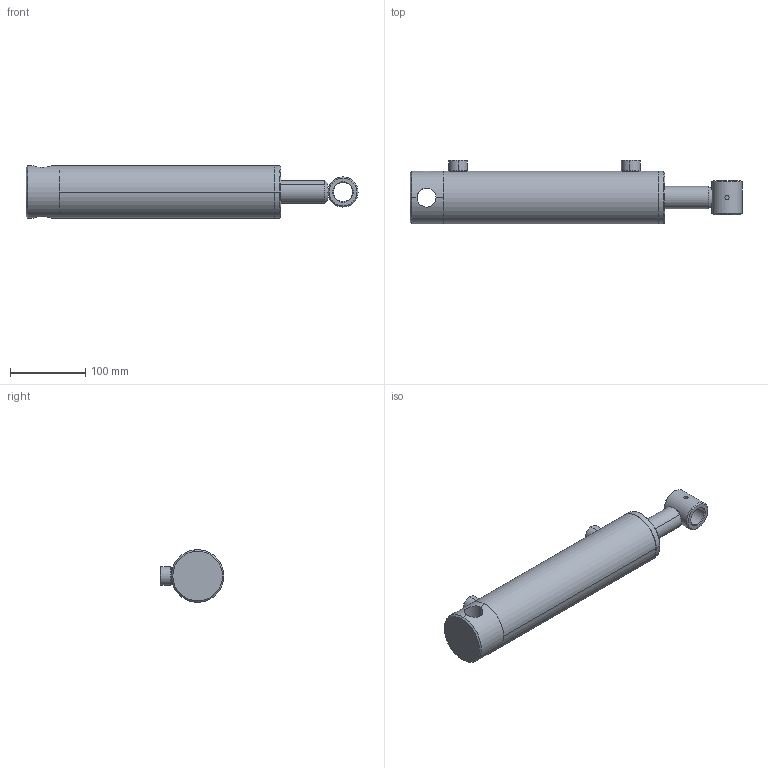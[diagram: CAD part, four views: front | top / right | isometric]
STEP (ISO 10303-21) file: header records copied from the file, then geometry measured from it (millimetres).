
FILE_DESCRIPTION (( 'STEP AP203' ), '1' );
FILE_NAME ('703-2.STEP', '2014-05-24T12:12:45', ( '' ), ( '' ), 'SwSTEP 2.0', 'SolidWorks 2014', '' );
FILE_SCHEMA (( 'CONFIG_CONTROL_DESIGN' ));
Length unit declared in the file: millimetre
Products named in the file (8): Rohr^703-2; P703^703-2; Stange^703-2; D703^703-2; Boden^703-2; ET702; 703-2; AL38
Assembly tree (8 placements, depth 2):
  703-2
    Rohr^703-2
    Stange^703-2
    AL38  x2
    D703^703-2
    P703^703-2
    Boden^703-2
    ET702
Bounding box: 442 x 85 x 70 mm (x, y, z)
Volume: 897298.8 mm3; surface area: 224978.2 mm2
Topology: 8 solids, 8 shells, 107 faces, 234 edges, 142 vertices
Faces by surface type: cylinder 48, cone 36, plane 21, torus 2
Entity records: 4152 total; most frequent: CARTESIAN_POINT 1154, DIRECTION 486, ORIENTED_EDGE 412, EDGE_CURVE 206, AXIS2_PLACEMENT_3D 204, VERTEX_POINT 126, EDGE_LOOP 112, CIRCLE 100
